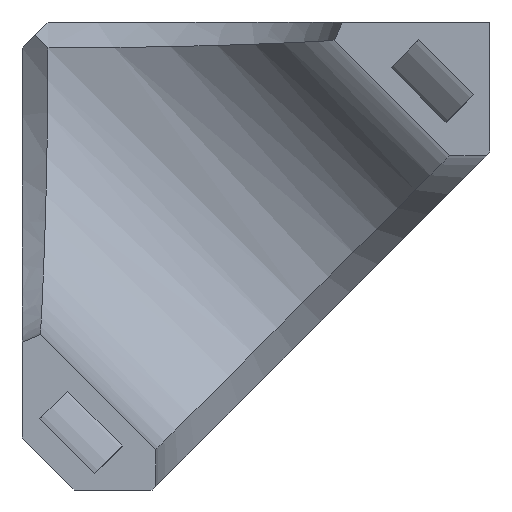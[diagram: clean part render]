
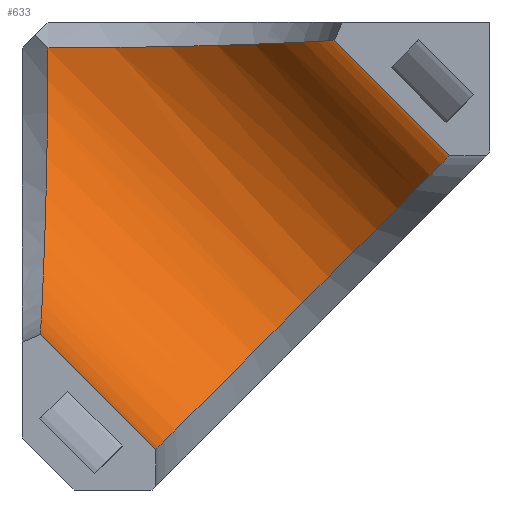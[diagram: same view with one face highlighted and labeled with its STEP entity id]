
A CAD part, left-side view. The second image highlights one B-rep face of the part: STEP entity #633.
In plain terms, the highlighted cylindrical face has radius 8 mm (diameter 16 mm), a partial arc.
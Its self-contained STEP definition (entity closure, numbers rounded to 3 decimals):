
#17=CYLINDRICAL_SURFACE('',#685,8.);
#30=B_SPLINE_CURVE_WITH_KNOTS('',3,(#955,#956,#957,#958,#959,#960),
 .UNSPECIFIED.,.F.,.F.,(4,1,1,4),(-1.483,-0.873,-0.437,
0.),.UNSPECIFIED.);
#33=B_SPLINE_CURVE_WITH_KNOTS('',3,(#1025,#1026,#1027,#1028,#1029,#1030),
 .UNSPECIFIED.,.F.,.F.,(4,1,1,4),(-3.142,-2.705,-2.268,
-1.659),.UNSPECIFIED.);
#78=FACE_OUTER_BOUND('',#114,.T.);
#114=EDGE_LOOP('',(#544,#545,#546,#547,#548));
#130=CIRCLE('',#663,8.);
#146=LINE('',#879,#219);
#164=LINE('',#986,#237);
#219=VECTOR('',#721,10.);
#237=VECTOR('',#745,10.);
#283=VERTEX_POINT('',#855);
#286=VERTEX_POINT('',#860);
#293=VERTEX_POINT('',#878);
#301=VERTEX_POINT('',#924);
#305=VERTEX_POINT('',#944);
#345=EDGE_CURVE('',#286,#283,#130,.T.);
#353=EDGE_CURVE('',#283,#293,#146,.T.);
#366=EDGE_CURVE('',#305,#301,#30,.T.);
#378=EDGE_CURVE('',#301,#286,#164,.T.);
#384=EDGE_CURVE('',#293,#305,#33,.T.);
#544=ORIENTED_EDGE('',*,*,#345,.F.);
#545=ORIENTED_EDGE('',*,*,#378,.F.);
#546=ORIENTED_EDGE('',*,*,#366,.F.);
#547=ORIENTED_EDGE('',*,*,#384,.F.);
#548=ORIENTED_EDGE('',*,*,#353,.F.);
#633=ADVANCED_FACE('',(#78),#17,.F.);
#663=AXIS2_PLACEMENT_3D('',#862,#708,#709);
#685=AXIS2_PLACEMENT_3D('',#1079,#801,#802);
#708=DIRECTION('center_axis',(0.,0.707,0.707));
#709=DIRECTION('ref_axis',(1.,0.,0.));
#721=DIRECTION('',(0.,0.707,0.707));
#745=DIRECTION('',(0.,-0.707,-0.707));
#801=DIRECTION('center_axis',(0.,-0.707,-0.707));
#802=DIRECTION('ref_axis',(1.,0.,0.));
#855=CARTESIAN_POINT('',(-6.,12.864,-7.45));
#860=CARTESIAN_POINT('',(-6.,1.55,3.864));
#862=CARTESIAN_POINT('Origin',(-6.,7.207,-1.793));
#878=CARTESIAN_POINT('',(-6.,17.293,-3.021));
#879=CARTESIAN_POINT('',(-6.,14.657,-5.657));
#924=CARTESIAN_POINT('',(-6.,5.979,8.293));
#944=CARTESIAN_POINT('',(2.,17.,8.));
#955=CARTESIAN_POINT('Ctrl Pts',(2.,17.,8.001));
#956=CARTESIAN_POINT('Ctrl Pts',(1.998,14.698,8.005));
#957=CARTESIAN_POINT('Ctrl Pts',(1.12,10.754,8.07));
#958=CARTESIAN_POINT('Ctrl Pts',(-2.094,6.872,8.236));
#959=CARTESIAN_POINT('Ctrl Pts',(-4.69,5.979,8.293));
#960=CARTESIAN_POINT('Ctrl Pts',(-6.,5.979,8.293));
#986=CARTESIAN_POINT('',(-6.,3.343,5.657));
#1025=CARTESIAN_POINT('Ctrl Pts',(-6.,17.293,-3.021));
#1026=CARTESIAN_POINT('Ctrl Pts',(-4.69,17.293,-3.021));
#1027=CARTESIAN_POINT('Ctrl Pts',(-2.094,17.236,-2.128));
#1028=CARTESIAN_POINT('Ctrl Pts',(1.12,17.07,1.754));
#1029=CARTESIAN_POINT('Ctrl Pts',(1.998,17.005,5.698));
#1030=CARTESIAN_POINT('Ctrl Pts',(2.,17.001,8.));
#1079=CARTESIAN_POINT('Origin',(-6.,9.,0.));
